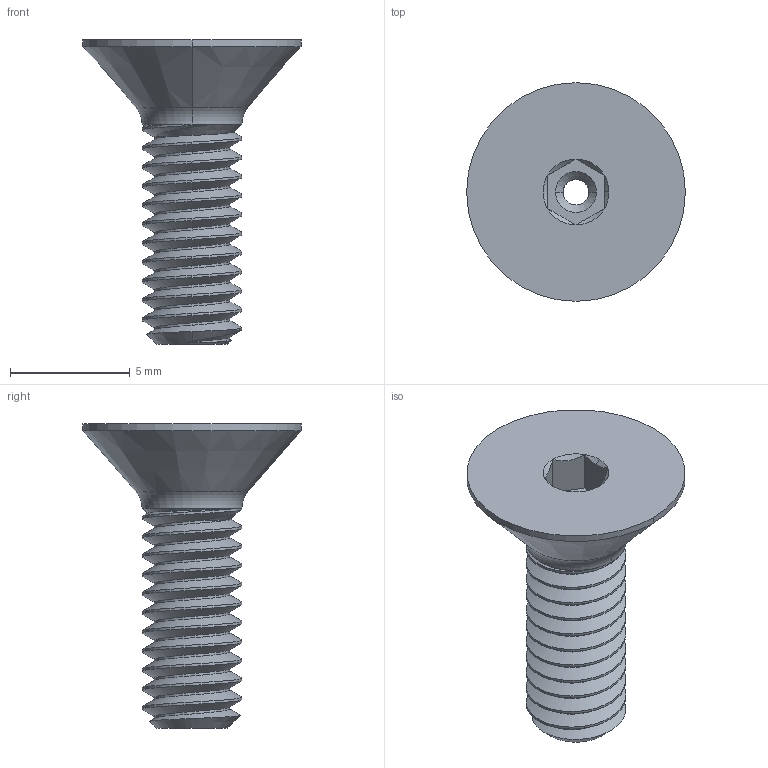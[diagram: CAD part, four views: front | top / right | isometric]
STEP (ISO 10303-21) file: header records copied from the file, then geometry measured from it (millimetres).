
FILE_DESCRIPTION (( 'STEP AP203' ), '1' );
FILE_NAME ('90550A420.step', '2014-02-26T16:36:59', ( '' ), ( '' ), 'SwSTEP 2.0', 'SolidWorks 2012', '' );
FILE_SCHEMA (( 'CONFIG_CONTROL_DESIGN' ));
Length unit declared in the file: inch
Products named in the file (1): 90550A420
Bounding box: 9.12 x 9.12 x 12.7 mm (x, y, z)
Volume: 205.4 mm3; surface area: 393.5 mm2
Topology: 1 solids, 1 shells, 82 faces, 213 edges, 134 vertices
Faces by surface type: cylinder 50, cone 19, plane 9, torus 2, bspline 2
Entity records: 4199 total; most frequent: CARTESIAN_POINT 2396, ORIENTED_EDGE 426, DIRECTION 304, EDGE_CURVE 213, VERTEX_POINT 134, AXIS2_PLACEMENT_3D 116, EDGE_LOOP 85, FACE_OUTER_BOUND 82
